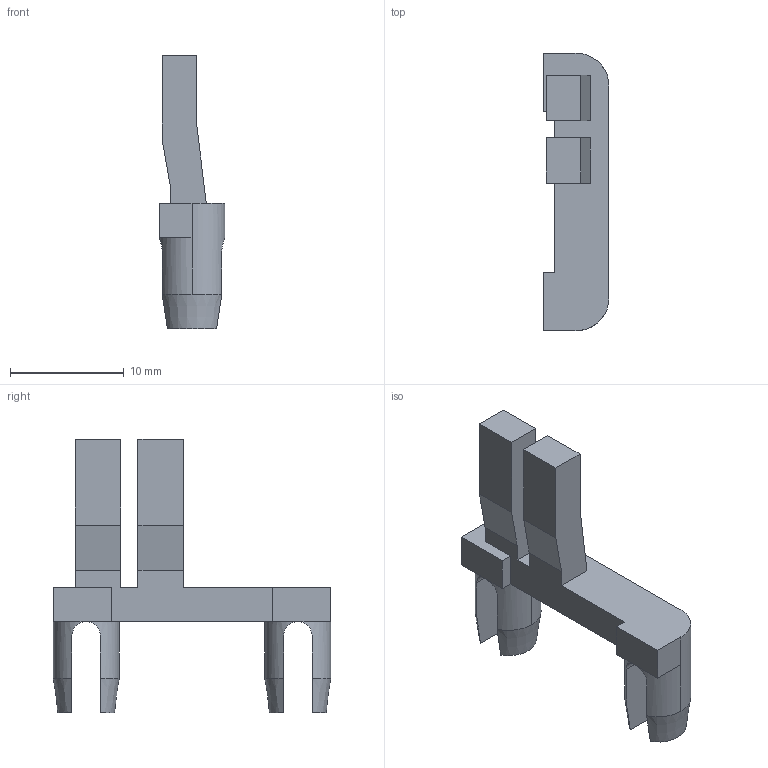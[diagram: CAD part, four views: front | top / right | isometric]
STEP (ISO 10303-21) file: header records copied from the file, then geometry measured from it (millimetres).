
FILE_DESCRIPTION(('Creo Elements/Direct Modeling STEP Export'),'2;1');
FILE_NAME('0lndrp34skmrq2l4060','2019-09-09T13:47:16',(''),(''),'Creo Elements/Direct Modeling STEP processor for AP214 (Solid Model)','Creo Elements/Direct Modeling 20.1B 02-Apr-2019 (C) Parametric Technology GmbH','');
FILE_SCHEMA(('AUTOMOTIVE_DESIGN { 1 0 10303 214 1 1 1 1 }'));
Length unit declared in the file: millimetre
Products named in the file (2): CR_CX01N
Assembly tree (1 placements, depth 2):
  CR_CX01N
    CR_CX01N
Bounding box: 5.8 x 24.4 x 24 mm (x, y, z)
Volume: 878.5 mm3; surface area: 1139.4 mm2
Topology: 1 solids, 1 shells, 49 faces, 182 edges, 136 vertices
Faces by surface type: plane 35, cylinder 10, cone 4
Entity records: 3062 total; most frequent: CARTESIAN_POINT 1119, ORIENTED_EDGE 364, DIRECTION 255, EDGE_CURVE 182, VECTOR 143, LINE 143, VERTEX_POINT 136, AXIS2_PLACEMENT_3D 56
